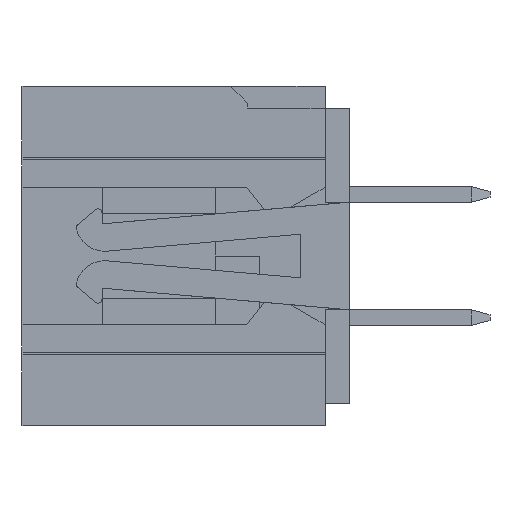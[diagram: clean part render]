
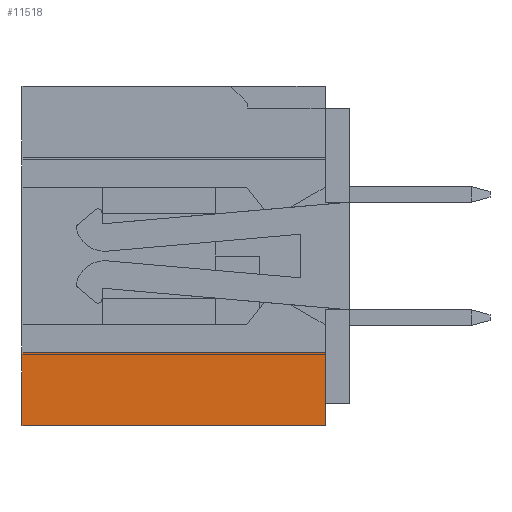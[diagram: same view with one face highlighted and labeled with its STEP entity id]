
A CAD part, left-side view. The second image highlights one B-rep face of the part: STEP entity #11518.
In plain terms, the highlighted face is planar.
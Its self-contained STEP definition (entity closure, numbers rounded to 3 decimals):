
#8000=DIRECTION('',(0.,-1.,0.));
#8001=VECTOR('',#8000,6.25);
#8002=CARTESIAN_POINT('',(14.98,3.375,3.5));
#8003=LINE('1448',#8002,#8001);
#8864=DIRECTION('',(0.,0.,-1.));
#8865=VECTOR('',#8864,1.505);
#8866=CARTESIAN_POINT('',(14.98,-2.875,3.5));
#8867=LINE('1650',#8866,#8865);
#8888=DIRECTION('',(0.,-1.,0.));
#8889=VECTOR('',#8888,6.25);
#8890=CARTESIAN_POINT('',(14.98,3.375,1.995));
#8891=LINE('1652',#8890,#8889);
#8892=DIRECTION('',(0.,0.,-1.));
#8893=VECTOR('',#8892,1.505);
#8894=CARTESIAN_POINT('',(14.98,3.375,3.5));
#8895=LINE('1653',#8894,#8893);
#9548=CARTESIAN_POINT('',(14.98,3.375,3.5));
#9549=VERTEX_POINT('',#9548);
#9550=CARTESIAN_POINT('',(14.98,-2.875,3.5));
#9551=VERTEX_POINT('',#9550);
#9790=CARTESIAN_POINT('',(14.98,-2.875,1.995));
#9791=VERTEX_POINT('',#9790);
#9792=CARTESIAN_POINT('',(14.98,3.375,1.995));
#9793=VERTEX_POINT('',#9792);
#11505=CARTESIAN_POINT('',(14.98,-3.375,-3.5));
#11506=DIRECTION('',(1.,0.,0.));
#11507=DIRECTION('',(0.,1.,0.));
#11508=AXIS2_PLACEMENT_3D('',#11505,#11506,#11507);
#11509=PLANE('1793',#11508);
#11511=ORIENTED_EDGE('1652',*,*,#11510,.T.);
#11512=ORIENTED_EDGE('1650',*,*,#11481,.F.);
#11513=ORIENTED_EDGE('1448',*,*,#10197,.F.);
#11515=ORIENTED_EDGE('1653',*,*,#11514,.T.);
#11516=EDGE_LOOP('1793',(#11511,#11512,#11513,#11515));
#11517=FACE_OUTER_BOUND('1793',#11516,.F.);
#10197=EDGE_CURVE('1448',#9549,#9551,#8003,.T.);
#11481=EDGE_CURVE('1650',#9551,#9791,#8867,.T.);
#11510=EDGE_CURVE('1652',#9793,#9791,#8891,.T.);
#11514=EDGE_CURVE('1653',#9549,#9793,#8895,.T.);
#11518=ADVANCED_FACE('1793',(#11517),#11509,.T.);
